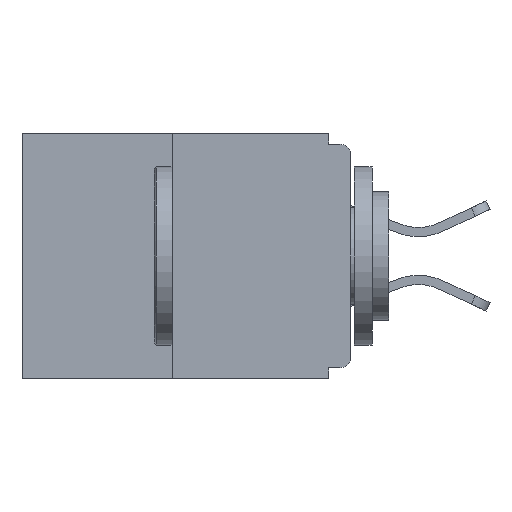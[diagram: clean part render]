
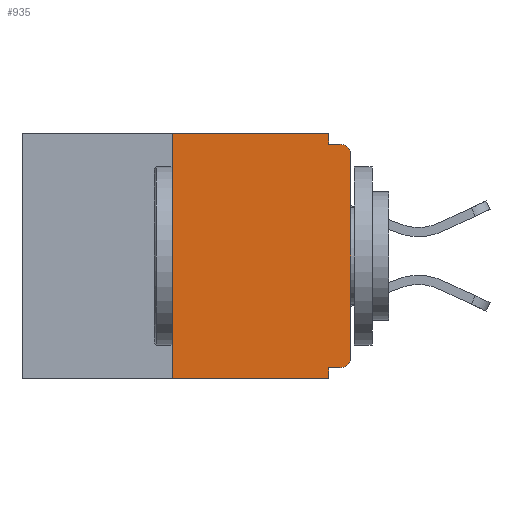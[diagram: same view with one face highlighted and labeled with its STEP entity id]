
A CAD part, left-side view. The second image highlights one B-rep face of the part: STEP entity #935.
In plain terms, the highlighted planar face has unit normal (-1, 0, 0).
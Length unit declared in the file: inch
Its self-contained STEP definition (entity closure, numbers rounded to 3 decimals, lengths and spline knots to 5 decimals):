
#36 = VERTEX_POINT ( 'NONE', #7156 ) ;
#82 = DIRECTION ( 'NONE',  ( 1., 0., 0. ) ) ;
#305 = CARTESIAN_POINT ( 'NONE',  ( 0., 0.031, 0. ) ) ;
#310 = VECTOR ( 'NONE', #9861, 39.37008 ) ;
#391 = AXIS2_PLACEMENT_3D ( 'NONE', #5116, #13899, #2009 ) ;
#808 = VERTEX_POINT ( 'NONE', #10664 ) ;
#825 = CARTESIAN_POINT ( 'NONE',  ( 0., 0.46, 0. ) ) ;
#829 = CARTESIAN_POINT ( 'NONE',  ( 0., 0.031, -0.015 ) ) ;
#935 = ADVANCED_FACE ( 'NONE', ( #7104 ), #8619, .F. ) ;
#1620 = EDGE_CURVE ( 'NONE', #8046, #4338, #11473, .T. ) ;
#1925 = LINE ( 'NONE', #305, #11616 ) ;
#2009 = DIRECTION ( 'NONE',  ( 0., 0., -1. ) ) ;
#2062 = DIRECTION ( 'NONE',  ( 0., 0., -1. ) ) ;
#2132 = CARTESIAN_POINT ( 'NONE',  ( 0., 0., 0. ) ) ;
#2181 = VERTEX_POINT ( 'NONE', #5745 ) ;
#2436 = EDGE_CURVE ( 'NONE', #2181, #4891, #13310, .T. ) ;
#2463 = DIRECTION ( 'NONE',  ( 0., 0., 1. ) ) ;
#2509 = VECTOR ( 'NONE', #5341, 39.37008 ) ;
#2624 = EDGE_CURVE ( 'NONE', #36, #8046, #1925, .T. ) ;
#3026 = AXIS2_PLACEMENT_3D ( 'NONE', #12797, #8506, #11607 ) ;
#3150 = VERTEX_POINT ( 'NONE', #3187 ) ;
#3187 = CARTESIAN_POINT ( 'NONE',  ( 0., 0.031, -0.328 ) ) ;
#3591 = VECTOR ( 'NONE', #2463, 39.37008 ) ;
#3641 = VERTEX_POINT ( 'NONE', #5262 ) ;
#3647 = ORIENTED_EDGE ( 'NONE', *, *, #12578, .T. ) ;
#4174 = EDGE_CURVE ( 'NONE', #808, #36, #10390, .T. ) ;
#4338 = VERTEX_POINT ( 'NONE', #7667 ) ;
#4472 = DIRECTION ( 'NONE',  ( 0., 1., 0. ) ) ;
#4503 = ORIENTED_EDGE ( 'NONE', *, *, #2624, .F. ) ;
#4521 = CARTESIAN_POINT ( 'NONE',  ( 0., 0.25, 0. ) ) ;
#4565 = LINE ( 'NONE', #2132, #2509 ) ;
#4569 = EDGE_CURVE ( 'NONE', #4891, #11320, #4565, .T. ) ;
#4891 = VERTEX_POINT ( 'NONE', #5276 ) ;
#4897 = DIRECTION ( 'NONE',  ( 0., 0., -1. ) ) ;
#5015 = LINE ( 'NONE', #11389, #12821 ) ;
#5063 = CARTESIAN_POINT ( 'NONE',  ( 0., 0.25, -0.343 ) ) ;
#5116 = CARTESIAN_POINT ( 'NONE',  ( 0., 0.015, -0.03 ) ) ;
#5262 = CARTESIAN_POINT ( 'NONE',  ( 0., 0.031, -0.343 ) ) ;
#5276 = CARTESIAN_POINT ( 'NONE',  ( 0., 0., -0.313 ) ) ;
#5282 = EDGE_CURVE ( 'NONE', #11320, #4338, #10183, .T. ) ;
#5341 = DIRECTION ( 'NONE',  ( 0., 0., 1. ) ) ;
#5342 = ORIENTED_EDGE ( 'NONE', *, *, #2436, .T. ) ;
#5689 = AXIS2_PLACEMENT_3D ( 'NONE', #12012, #82, #2062 ) ;
#5745 = CARTESIAN_POINT ( 'NONE',  ( 0., 0.015, -0.328 ) ) ;
#5944 = DIRECTION ( 'NONE',  ( 0., -1., 0. ) ) ;
#5989 = CARTESIAN_POINT ( 'NONE',  ( 0., 0., -0.015 ) ) ;
#6130 = LINE ( 'NONE', #7712, #310 ) ;
#6261 = VERTEX_POINT ( 'NONE', #5063 ) ;
#6649 = ORIENTED_EDGE ( 'NONE', *, *, #4174, .F. ) ;
#6688 = CARTESIAN_POINT ( 'NONE',  ( 0., 0., -0.328 ) ) ;
#7104 = FACE_OUTER_BOUND ( 'NONE', #11036, .T. ) ;
#7156 = CARTESIAN_POINT ( 'NONE',  ( 0., 0.031, 0. ) ) ;
#7174 = ORIENTED_EDGE ( 'NONE', *, *, #4569, .T. ) ;
#7667 = CARTESIAN_POINT ( 'NONE',  ( 0., 0.015, -0.015 ) ) ;
#7712 = CARTESIAN_POINT ( 'NONE',  ( 0., 0.46, -0.343 ) ) ;
#7924 = ORIENTED_EDGE ( 'NONE', *, *, #10381, .F. ) ;
#8046 = VERTEX_POINT ( 'NONE', #829 ) ;
#8506 = DIRECTION ( 'NONE',  ( -1., 0., 0. ) ) ;
#8619 = PLANE ( 'NONE',  #5689 ) ;
#8992 = DIRECTION ( 'NONE',  ( 0., 0., -1. ) ) ;
#9712 = LINE ( 'NONE', #4521, #3591 ) ;
#9861 = DIRECTION ( 'NONE',  ( 0., -1., 0. ) ) ;
#9981 = ORIENTED_EDGE ( 'NONE', *, *, #11808, .F. ) ;
#10183 = CIRCLE ( 'NONE', #391, 0.015 ) ;
#10218 = VECTOR ( 'NONE', #4472, 39.37008 ) ;
#10381 = EDGE_CURVE ( 'NONE', #3150, #3641, #5015, .T. ) ;
#10390 = LINE ( 'NONE', #825, #12948 ) ;
#10560 = ORIENTED_EDGE ( 'NONE', *, *, #11566, .F. ) ;
#10664 = CARTESIAN_POINT ( 'NONE',  ( 0., 0.25, 0. ) ) ;
#10796 = CARTESIAN_POINT ( 'NONE',  ( 0., 0., -0.03 ) ) ;
#11036 = EDGE_LOOP ( 'NONE', ( #6649, #9981, #3647, #7924, #10560, #5342, #7174, #13857, #11174, #4503 ) ) ;
#11043 = LINE ( 'NONE', #6688, #10218 ) ;
#11174 = ORIENTED_EDGE ( 'NONE', *, *, #1620, .F. ) ;
#11320 = VERTEX_POINT ( 'NONE', #10796 ) ;
#11389 = CARTESIAN_POINT ( 'NONE',  ( 0., 0.031, -0.343 ) ) ;
#11473 = LINE ( 'NONE', #5989, #12520 ) ;
#11566 = EDGE_CURVE ( 'NONE', #2181, #3150, #11043, .T. ) ;
#11607 = DIRECTION ( 'NONE',  ( 0., 0., -1. ) ) ;
#11616 = VECTOR ( 'NONE', #8992, 39.37008 ) ;
#11808 = EDGE_CURVE ( 'NONE', #6261, #808, #9712, .T. ) ;
#12012 = CARTESIAN_POINT ( 'NONE',  ( 0., 0.46, 0. ) ) ;
#12520 = VECTOR ( 'NONE', #5944, 39.37008 ) ;
#12578 = EDGE_CURVE ( 'NONE', #6261, #3641, #6130, .T. ) ;
#12797 = CARTESIAN_POINT ( 'NONE',  ( 0., 0.015, -0.313 ) ) ;
#12821 = VECTOR ( 'NONE', #4897, 39.37008 ) ;
#12948 = VECTOR ( 'NONE', #13981, 39.37008 ) ;
#13310 = CIRCLE ( 'NONE', #3026, 0.015 ) ;
#13857 = ORIENTED_EDGE ( 'NONE', *, *, #5282, .T. ) ;
#13899 = DIRECTION ( 'NONE',  ( -1., 0., 0. ) ) ;
#13981 = DIRECTION ( 'NONE',  ( 0., -1., 0. ) ) ;
